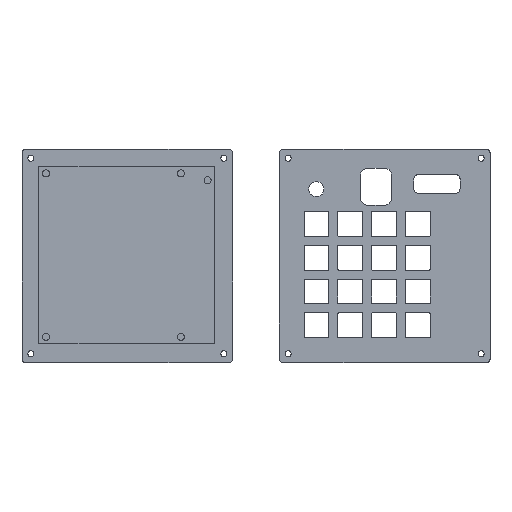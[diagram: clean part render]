
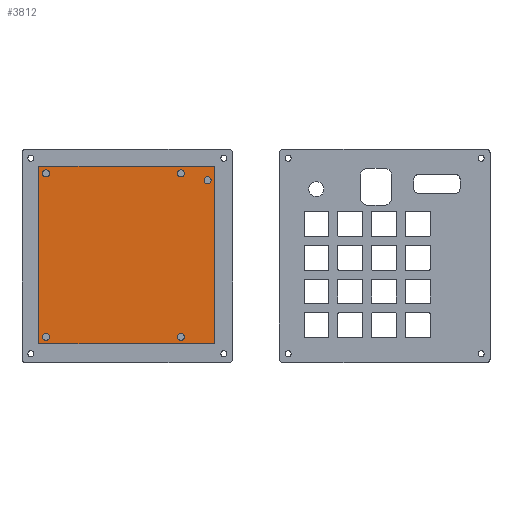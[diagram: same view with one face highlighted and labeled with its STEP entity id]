
A CAD part, top view. The second image highlights one B-rep face of the part: STEP entity #3812.
In plain terms, the highlighted planar face has unit normal (0, 0, 1).
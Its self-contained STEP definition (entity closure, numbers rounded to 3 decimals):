
#22=FACE_BOUND('',#420,.T.);
#23=FACE_BOUND('',#421,.T.);
#24=FACE_BOUND('',#422,.T.);
#25=FACE_BOUND('',#423,.T.);
#26=FACE_BOUND('',#424,.T.);
#95=PLANE('',#4061);
#210=FACE_OUTER_BOUND('',#419,.T.);
#419=EDGE_LOOP('',(#2646,#2647,#2648,#2649));
#420=EDGE_LOOP('',(#2650));
#421=EDGE_LOOP('',(#2651));
#422=EDGE_LOOP('',(#2652));
#423=EDGE_LOOP('',(#2653));
#424=EDGE_LOOP('',(#2654));
#694=LINE('',#5738,#1060);
#695=LINE('',#5740,#1061);
#696=LINE('',#5742,#1062);
#697=LINE('',#5743,#1063);
#1060=VECTOR('',#4563,10.);
#1061=VECTOR('',#4564,10.);
#1062=VECTOR('',#4565,10.);
#1063=VECTOR('',#4566,10.);
#1392=CIRCLE('',#4008,2.);
#1397=CIRCLE('',#4019,2.);
#1398=CIRCLE('',#4021,2.);
#1399=CIRCLE('',#4023,2.);
#1400=CIRCLE('',#4025,2.);
#1596=VERTEX_POINT('',#5602);
#1601=VERTEX_POINT('',#5619);
#1602=VERTEX_POINT('',#5623);
#1603=VERTEX_POINT('',#5627);
#1604=VERTEX_POINT('',#5631);
#1641=VERTEX_POINT('',#5736);
#1642=VERTEX_POINT('',#5737);
#1643=VERTEX_POINT('',#5739);
#1644=VERTEX_POINT('',#5741);
#1977=EDGE_CURVE('',#1596,#1596,#1392,.T.);
#1983=EDGE_CURVE('',#1601,#1601,#1397,.T.);
#1985=EDGE_CURVE('',#1602,#1602,#1398,.T.);
#1987=EDGE_CURVE('',#1603,#1603,#1399,.T.);
#1989=EDGE_CURVE('',#1604,#1604,#1400,.T.);
#2040=EDGE_CURVE('',#1641,#1642,#694,.T.);
#2041=EDGE_CURVE('',#1643,#1641,#695,.T.);
#2042=EDGE_CURVE('',#1644,#1643,#696,.T.);
#2043=EDGE_CURVE('',#1642,#1644,#697,.T.);
#2646=ORIENTED_EDGE('',*,*,#2040,.F.);
#2647=ORIENTED_EDGE('',*,*,#2041,.F.);
#2648=ORIENTED_EDGE('',*,*,#2042,.F.);
#2649=ORIENTED_EDGE('',*,*,#2043,.F.);
#2650=ORIENTED_EDGE('',*,*,#1977,.T.);
#2651=ORIENTED_EDGE('',*,*,#1983,.T.);
#2652=ORIENTED_EDGE('',*,*,#1985,.T.);
#2653=ORIENTED_EDGE('',*,*,#1987,.T.);
#2654=ORIENTED_EDGE('',*,*,#1989,.T.);
#3812=ADVANCED_FACE('',(#210,#22,#23,#24,#25,#26),#95,.T.);
#4008=AXIS2_PLACEMENT_3D('',#5604,#4421,#4422);
#4019=AXIS2_PLACEMENT_3D('',#5621,#4444,#4445);
#4021=AXIS2_PLACEMENT_3D('',#5625,#4449,#4450);
#4023=AXIS2_PLACEMENT_3D('',#5629,#4454,#4455);
#4025=AXIS2_PLACEMENT_3D('',#5633,#4459,#4460);
#4061=AXIS2_PLACEMENT_3D('',#5735,#4561,#4562);
#4421=DIRECTION('center_axis',(0.,0.,-1.));
#4422=DIRECTION('ref_axis',(1.,0.,0.));
#4444=DIRECTION('center_axis',(0.,0.,-1.));
#4445=DIRECTION('ref_axis',(1.,0.,0.));
#4449=DIRECTION('center_axis',(0.,0.,-1.));
#4450=DIRECTION('ref_axis',(1.,0.,0.));
#4454=DIRECTION('center_axis',(0.,0.,-1.));
#4455=DIRECTION('ref_axis',(1.,0.,0.));
#4459=DIRECTION('center_axis',(0.,0.,-1.));
#4460=DIRECTION('ref_axis',(1.,0.,0.));
#4561=DIRECTION('center_axis',(0.,0.,1.));
#4562=DIRECTION('ref_axis',(1.,0.,0.));
#4563=DIRECTION('',(-1.,0.,0.));
#4564=DIRECTION('',(0.,-1.,0.));
#4565=DIRECTION('',(1.,0.,0.));
#4566=DIRECTION('',(0.,1.,0.));
#5602=CARTESIAN_POINT('',(85.594,33.629,3.));
#5604=CARTESIAN_POINT('Origin',(87.594,33.629,3.));
#5619=CARTESIAN_POINT('',(70.485,-54.62,3.));
#5621=CARTESIAN_POINT('Origin',(72.485,-54.62,3.));
#5623=CARTESIAN_POINT('',(-5.515,37.542,3.));
#5625=CARTESIAN_POINT('Origin',(-3.515,37.542,3.));
#5627=CARTESIAN_POINT('',(-5.515,-54.62,3.));
#5629=CARTESIAN_POINT('Origin',(-3.515,-54.62,3.));
#5631=CARTESIAN_POINT('',(70.485,37.542,3.));
#5633=CARTESIAN_POINT('Origin',(72.485,37.542,3.));
#5735=CARTESIAN_POINT('Origin',(41.985,-8.539,3.));
#5736=CARTESIAN_POINT('',(91.485,-58.62,3.));
#5737=CARTESIAN_POINT('',(-7.515,-58.62,3.));
#5738=CARTESIAN_POINT('',(66.735,-58.62,3.));
#5739=CARTESIAN_POINT('',(91.485,41.542,3.));
#5740=CARTESIAN_POINT('',(91.485,16.502,3.));
#5741=CARTESIAN_POINT('',(-7.515,41.542,3.));
#5742=CARTESIAN_POINT('',(17.235,41.542,3.));
#5743=CARTESIAN_POINT('',(-7.515,-33.579,3.));
